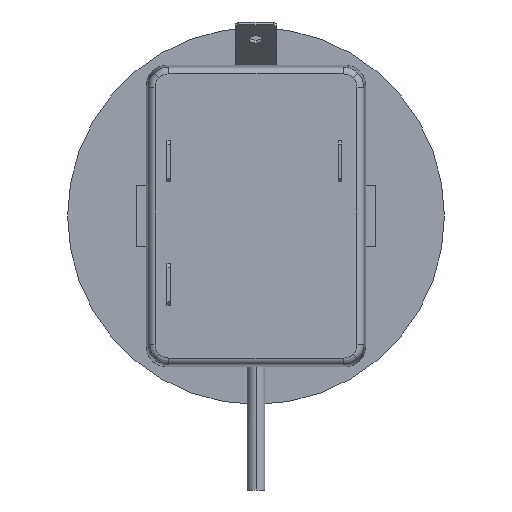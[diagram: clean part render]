
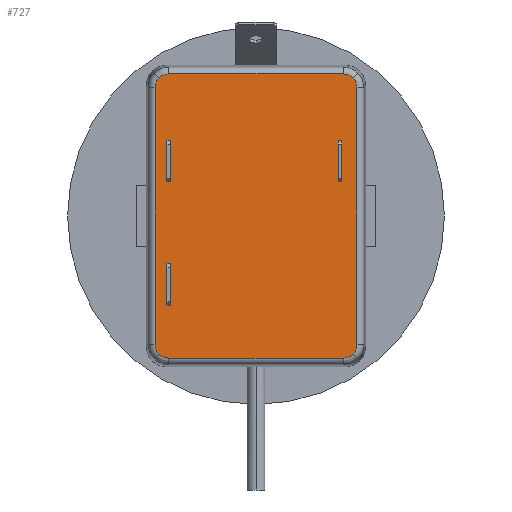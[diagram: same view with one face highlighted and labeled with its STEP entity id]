
A CAD part, left-side view. The second image highlights one B-rep face of the part: STEP entity #727.
In plain terms, the highlighted planar face has unit normal (-1, 0, 0).
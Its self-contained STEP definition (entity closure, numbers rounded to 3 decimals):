
#128 = CARTESIAN_POINT ( 'NONE',  ( -35., -14.532, 19.772 ) ) ;
#130 = CARTESIAN_POINT ( 'NONE',  ( -35., -14.152, 20.152 ) ) ;
#131 = CARTESIAN_POINT ( 'NONE',  ( -35., -14.738, 19.276 ) ) ;
#132 = CARTESIAN_POINT ( 'NONE',  ( -35., -14.738, 18.738 ) ) ;
#162 = CARTESIAN_POINT ( 'NONE',  ( -35., 14.152, 20.152 ) ) ;
#163 = CARTESIAN_POINT ( 'NONE',  ( -35., 13.772, 20.532 ) ) ;
#168 = CARTESIAN_POINT ( 'NONE',  ( -35., 13.276, 20.738 ) ) ;
#169 = CARTESIAN_POINT ( 'NONE',  ( -35., 12.738, 20.738 ) ) ;
#439 = CARTESIAN_POINT ( 'NONE',  ( -35., -14.152, -20.152 ) ) ;
#446 = CARTESIAN_POINT ( 'NONE',  ( -35., -13.772, -20.532 ) ) ;
#451 = CARTESIAN_POINT ( 'NONE',  ( -35., -13.276, -20.738 ) ) ;
#452 = CARTESIAN_POINT ( 'NONE',  ( -35., -12.738, -20.738 ) ) ;
#453 = CARTESIAN_POINT ( 'NONE',  ( -35., 14.152, -20.152 ) ) ;
#461 = CARTESIAN_POINT ( 'NONE',  ( -35., 14.532, -19.772 ) ) ;
#466 = CARTESIAN_POINT ( 'NONE',  ( -35., 14.738, -19.276 ) ) ;
#467 = CARTESIAN_POINT ( 'NONE',  ( -35., 14.738, -18.738 ) ) ;
#483 = CARTESIAN_POINT ( 'NONE',  ( -35., 14.738, 19.276 ) ) ;
#487 = CARTESIAN_POINT ( 'NONE',  ( -35., 14.738, -21.721 ) ) ;
#488 = CARTESIAN_POINT ( 'NONE',  ( -35., 14.738, 18.738 ) ) ;
#489 = DIRECTION ( 'NONE',  ( 0., 0., -1. ) ) ;
#490 = CARTESIAN_POINT ( 'NONE',  ( -35., -12.738, 20.738 ) ) ;
#491 = CARTESIAN_POINT ( 'NONE',  ( -35., -13.276, 20.738 ) ) ;
#492 = CARTESIAN_POINT ( 'NONE',  ( -35., 14.532, 19.772 ) ) ;
#493 = CARTESIAN_POINT ( 'NONE',  ( -35., 14.152, 20.152 ) ) ;
#494 = CARTESIAN_POINT ( 'NONE',  ( -35., 15.721, 20.738 ) ) ;
#495 = DIRECTION ( 'NONE',  ( 0., 1., 0. ) ) ;
#496 = CARTESIAN_POINT ( 'NONE',  ( -35., -14.738, -19.276 ) ) ;
#497 = CARTESIAN_POINT ( 'NONE',  ( -35., -14.738, -18.738 ) ) ;
#498 = CARTESIAN_POINT ( 'NONE',  ( -35., -13.772, 20.532 ) ) ;
#499 = CARTESIAN_POINT ( 'NONE',  ( -35., -14.152, 20.152 ) ) ;
#500 = CARTESIAN_POINT ( 'NONE',  ( -35., -14.738, 21.721 ) ) ;
#501 = DIRECTION ( 'NONE',  ( 0., 0., 1. ) ) ;
#502 = CARTESIAN_POINT ( 'NONE',  ( -35., 13.276, -20.738 ) ) ;
#503 = CARTESIAN_POINT ( 'NONE',  ( -35., 12.738, -20.738 ) ) ;
#504 = CARTESIAN_POINT ( 'NONE',  ( -35., -14.532, -19.772 ) ) ;
#505 = CARTESIAN_POINT ( 'NONE',  ( -35., -14.152, -20.152 ) ) ;
#506 = CARTESIAN_POINT ( 'NONE',  ( -35., -15.721, -20.738 ) ) ;
#507 = DIRECTION ( 'NONE',  ( 0., -1., 0. ) ) ;
#510 = CARTESIAN_POINT ( 'NONE',  ( -35., 13.772, -20.532 ) ) ;
#511 = CARTESIAN_POINT ( 'NONE',  ( -35., 14.152, -20.152 ) ) ;
#727 = ADVANCED_FACE ( 'NONE', ( #1120 ), #4136, .T. ) ;
#1120 = FACE_OUTER_BOUND ( 'NONE', #2746, .T. ) ;
#1489 = CARTESIAN_POINT ( 'NONE',  ( -35., 12.738, 20.738 ) ) ;
#1496 = CARTESIAN_POINT ( 'NONE',  ( -35., -12.738, 20.738 ) ) ;
#1519 = CARTESIAN_POINT ( 'NONE',  ( -35., 12.738, -20.738 ) ) ;
#1520 = CARTESIAN_POINT ( 'NONE',  ( -35., 14.738, 18.738 ) ) ;
#1542 = CARTESIAN_POINT ( 'NONE',  ( -35., -14.152, -20.152 ) ) ;
#1551 = CARTESIAN_POINT ( 'NONE',  ( -35., 14.152, 20.152 ) ) ;
#1580 = CARTESIAN_POINT ( 'NONE',  ( -35., -14.738, -18.738 ) ) ;
#1603 = CARTESIAN_POINT ( 'NONE',  ( -35., -14.738, 18.738 ) ) ;
#1605 = CARTESIAN_POINT ( 'NONE',  ( -35., 14.152, -20.152 ) ) ;
#1606 = CARTESIAN_POINT ( 'NONE',  ( -35., -14.152, 20.152 ) ) ;
#1607 = CARTESIAN_POINT ( 'NONE',  ( -35., -12.738, -20.738 ) ) ;
#1612 = CARTESIAN_POINT ( 'NONE',  ( -35., 14.738, -18.738 ) ) ;
#2364 = LINE ( 'NONE', #487, #2367 ) ;
#2367 = VECTOR ( 'NONE', #489, 1000. ) ;
#2368 = LINE ( 'NONE', #494, #2369 ) ;
#2369 = VECTOR ( 'NONE', #495, 1000. ) ;
#2370 = LINE ( 'NONE', #500, #2371 ) ;
#2371 = VECTOR ( 'NONE', #501, 1000. ) ;
#2372 = LINE ( 'NONE', #506, #2373 ) ;
#2373 = VECTOR ( 'NONE', #507, 1000. ) ;
#2486 =( BOUNDED_CURVE ( )  B_SPLINE_CURVE ( 3, ( #130, #128, #131, #132 ),
 .UNSPECIFIED., .F., .T. ) 
 B_SPLINE_CURVE_WITH_KNOTS ( ( 4, 4 ),
 ( 0., 0.785 ),
 .UNSPECIFIED. ) 
 CURVE ( )  GEOMETRIC_REPRESENTATION_ITEM ( )  RATIONAL_B_SPLINE_CURVE ( ( 1., 0.949, 0.949, 1. ) ) 
 REPRESENTATION_ITEM ( '' )  );
#2489 =( BOUNDED_CURVE ( )  B_SPLINE_CURVE ( 3, ( #162, #163, #168, #169 ),
 .UNSPECIFIED., .F., .F. ) 
 B_SPLINE_CURVE_WITH_KNOTS ( ( 4, 4 ),
 ( 0., 0.785 ),
 .UNSPECIFIED. ) 
 CURVE ( )  GEOMETRIC_REPRESENTATION_ITEM ( )  RATIONAL_B_SPLINE_CURVE ( ( 1., 0.949, 0.949, 1. ) ) 
 REPRESENTATION_ITEM ( '' )  );
#2492 =( BOUNDED_CURVE ( )  B_SPLINE_CURVE ( 3, ( #439, #446, #451, #452 ),
 .UNSPECIFIED., .F., .T. ) 
 B_SPLINE_CURVE_WITH_KNOTS ( ( 4, 4 ),
 ( 0., 0.785 ),
 .UNSPECIFIED. ) 
 CURVE ( )  GEOMETRIC_REPRESENTATION_ITEM ( )  RATIONAL_B_SPLINE_CURVE ( ( 1., 0.949, 0.949, 1. ) ) 
 REPRESENTATION_ITEM ( '' )  );
#2493 =( BOUNDED_CURVE ( )  B_SPLINE_CURVE ( 3, ( #453, #461, #466, #467 ),
 .UNSPECIFIED., .F., .T. ) 
 B_SPLINE_CURVE_WITH_KNOTS ( ( 4, 4 ),
 ( 0., 0.785 ),
 .UNSPECIFIED. ) 
 CURVE ( )  GEOMETRIC_REPRESENTATION_ITEM ( )  RATIONAL_B_SPLINE_CURVE ( ( 1., 0.949, 0.949, 1. ) ) 
 REPRESENTATION_ITEM ( '' )  );
#2494 =( BOUNDED_CURVE ( )  B_SPLINE_CURVE ( 3, ( #488, #483, #492, #493 ),
 .UNSPECIFIED., .F., .T. ) 
 B_SPLINE_CURVE_WITH_KNOTS ( ( 4, 4 ),
 ( 5.498, 6.283 ),
 .UNSPECIFIED. ) 
 CURVE ( )  GEOMETRIC_REPRESENTATION_ITEM ( )  RATIONAL_B_SPLINE_CURVE ( ( 1., 0.949, 0.949, 1. ) ) 
 REPRESENTATION_ITEM ( '' )  );
#2495 =( BOUNDED_CURVE ( )  B_SPLINE_CURVE ( 3, ( #490, #491, #498, #499 ),
 .UNSPECIFIED., .F., .T. ) 
 B_SPLINE_CURVE_WITH_KNOTS ( ( 4, 4 ),
 ( 5.498, 6.283 ),
 .UNSPECIFIED. ) 
 CURVE ( )  GEOMETRIC_REPRESENTATION_ITEM ( )  RATIONAL_B_SPLINE_CURVE ( ( 1., 0.949, 0.949, 1. ) ) 
 REPRESENTATION_ITEM ( '' )  );
#2496 =( BOUNDED_CURVE ( )  B_SPLINE_CURVE ( 3, ( #497, #496, #504, #505 ),
 .UNSPECIFIED., .F., .F. ) 
 B_SPLINE_CURVE_WITH_KNOTS ( ( 4, 4 ),
 ( 5.498, 6.283 ),
 .UNSPECIFIED. ) 
 CURVE ( )  GEOMETRIC_REPRESENTATION_ITEM ( )  RATIONAL_B_SPLINE_CURVE ( ( 1., 0.949, 0.949, 1. ) ) 
 REPRESENTATION_ITEM ( '' )  );
#2497 =( BOUNDED_CURVE ( )  B_SPLINE_CURVE ( 3, ( #503, #502, #510, #511 ),
 .UNSPECIFIED., .F., .T. ) 
 B_SPLINE_CURVE_WITH_KNOTS ( ( 4, 4 ),
 ( 5.498, 6.283 ),
 .UNSPECIFIED. ) 
 CURVE ( )  GEOMETRIC_REPRESENTATION_ITEM ( )  RATIONAL_B_SPLINE_CURVE ( ( 1., 0.949, 0.949, 1. ) ) 
 REPRESENTATION_ITEM ( '' )  );
#2713 = VERTEX_POINT ( 'NONE', #1489 ) ;
#2739 = VERTEX_POINT ( 'NONE', #1496 ) ;
#2746 = EDGE_LOOP ( 'NONE', ( #3359, #3350, #3349, #3357, #3356, #3352, #3355, #3358, #3354, #3345, #3344, #3339 ) ) ;
#2851 = VERTEX_POINT ( 'NONE', #1520 ) ;
#2864 = VERTEX_POINT ( 'NONE', #1519 ) ;
#2881 = VERTEX_POINT ( 'NONE', #1542 ) ;
#2892 = VERTEX_POINT ( 'NONE', #1551 ) ;
#2924 = VERTEX_POINT ( 'NONE', #1580 ) ;
#2948 = VERTEX_POINT ( 'NONE', #1603 ) ;
#2950 = VERTEX_POINT ( 'NONE', #1605 ) ;
#2951 = VERTEX_POINT ( 'NONE', #1606 ) ;
#2952 = VERTEX_POINT ( 'NONE', #1607 ) ;
#2957 = VERTEX_POINT ( 'NONE', #1612 ) ;
#3104 = AXIS2_PLACEMENT_3D ( 'NONE', #4175, #4172, #4173 ) ;
#3339 = ORIENTED_EDGE ( 'NONE', *, *, #3769, .F. ) ;
#3344 = ORIENTED_EDGE ( 'NONE', *, *, #3789, .T. ) ;
#3345 = ORIENTED_EDGE ( 'NONE', *, *, #3790, .F. ) ;
#3349 = ORIENTED_EDGE ( 'NONE', *, *, #3631, .F. ) ;
#3350 = ORIENTED_EDGE ( 'NONE', *, *, #3787, .T. ) ;
#3352 = ORIENTED_EDGE ( 'NONE', *, *, #3644, .F. ) ;
#3354 = ORIENTED_EDGE ( 'NONE', *, *, #3773, .F. ) ;
#3355 = ORIENTED_EDGE ( 'NONE', *, *, #3784, .F. ) ;
#3356 = ORIENTED_EDGE ( 'NONE', *, *, #3785, .T. ) ;
#3357 = ORIENTED_EDGE ( 'NONE', *, *, #3786, .F. ) ;
#3358 = ORIENTED_EDGE ( 'NONE', *, *, #3783, .T. ) ;
#3359 = ORIENTED_EDGE ( 'NONE', *, *, #3788, .F. ) ;
#3631 = EDGE_CURVE ( 'NONE', #2951, #2948, #2486, .T. ) ;
#3644 = EDGE_CURVE ( 'NONE', #2892, #2713, #2489, .T. ) ;
#3769 = EDGE_CURVE ( 'NONE', #2881, #2952, #2492, .T. ) ;
#3773 = EDGE_CURVE ( 'NONE', #2950, #2957, #2493, .T. ) ;
#3783 = EDGE_CURVE ( 'NONE', #2851, #2957, #2364, .T. ) ;
#3784 = EDGE_CURVE ( 'NONE', #2851, #2892, #2494, .T. ) ;
#3785 = EDGE_CURVE ( 'NONE', #2739, #2713, #2368, .T. ) ;
#3786 = EDGE_CURVE ( 'NONE', #2739, #2951, #2495, .T. ) ;
#3787 = EDGE_CURVE ( 'NONE', #2924, #2948, #2370, .T. ) ;
#3788 = EDGE_CURVE ( 'NONE', #2924, #2881, #2496, .T. ) ;
#3789 = EDGE_CURVE ( 'NONE', #2864, #2952, #2372, .T. ) ;
#3790 = EDGE_CURVE ( 'NONE', #2864, #2950, #2497, .T. ) ;
#4136 = PLANE ( 'NONE',  #3104 ) ;
#4172 = DIRECTION ( 'NONE',  ( -1., 0., 0. ) ) ;
#4173 = DIRECTION ( 'NONE',  ( 0., -1., 0. ) ) ;
#4175 = CARTESIAN_POINT ( 'NONE',  ( -35., 0., 0. ) ) ;
